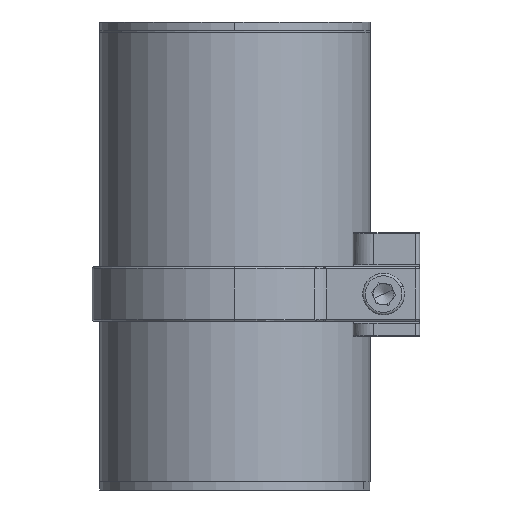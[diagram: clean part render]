
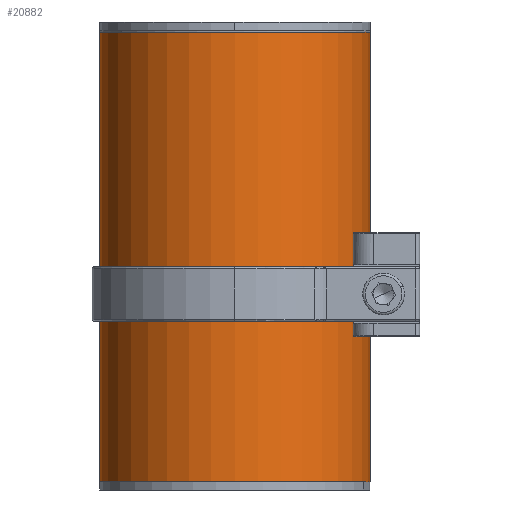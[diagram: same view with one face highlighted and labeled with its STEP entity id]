
A CAD part, front view. The second image highlights one B-rep face of the part: STEP entity #20882.
In plain terms, the highlighted cylindrical face has radius 32.5 mm (diameter 65 mm), a partial arc.
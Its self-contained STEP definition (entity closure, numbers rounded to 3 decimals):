
#637 = DIRECTION ( 'NONE',  ( 1., 0., 0. ) ) ;
#1018 = FACE_OUTER_BOUND ( 'NONE', #2218, .T. ) ;
#1693 = ORIENTED_EDGE ( 'NONE', *, *, #10044, .F. ) ;
#1729 = ORIENTED_EDGE ( 'NONE', *, *, #9232, .T. ) ;
#2218 = EDGE_LOOP ( 'NONE', ( #1693, #14338, #1729, #14874 ) ) ;
#2237 = VERTEX_POINT ( 'NONE', #7072 ) ;
#2307 = VECTOR ( 'NONE', #19687, 1000. ) ;
#3553 = VERTEX_POINT ( 'NONE', #3679 ) ;
#3588 = CYLINDRICAL_SURFACE ( 'NONE', #21087, 32.5 ) ;
#3679 = CARTESIAN_POINT ( 'NONE',  ( -32.5, 0., 0. ) ) ;
#4897 = DIRECTION ( 'NONE',  ( 0., 0., -1. ) ) ;
#5506 = DIRECTION ( 'NONE',  ( 0., 0., 1. ) ) ;
#6276 = EDGE_CURVE ( 'NONE', #2237, #18299, #14183, .T. ) ;
#7072 = CARTESIAN_POINT ( 'NONE',  ( -32.5, 0., 108. ) ) ;
#7175 = LINE ( 'NONE', #21172, #2307 ) ;
#8161 = EDGE_CURVE ( 'NONE', #3553, #14241, #11526, .T. ) ;
#8541 = DIRECTION ( 'NONE',  ( 1., 0., 0. ) ) ;
#9206 = CARTESIAN_POINT ( 'NONE',  ( 32.5, 0., 0. ) ) ;
#9232 = EDGE_CURVE ( 'NONE', #2237, #3553, #18204, .T. ) ;
#10044 = EDGE_CURVE ( 'NONE', #18299, #14241, #7175, .T. ) ;
#10229 = CARTESIAN_POINT ( 'NONE',  ( 0., 0., 0. ) ) ;
#10994 = VECTOR ( 'NONE', #4897, 1000. ) ;
#11526 = CIRCLE ( 'NONE', #13502, 32.5 ) ;
#11960 = DIRECTION ( 'NONE',  ( 0., 0., -1. ) ) ;
#13502 = AXIS2_PLACEMENT_3D ( 'NONE', #10229, #18494, #8541 ) ;
#13578 = CARTESIAN_POINT ( 'NONE',  ( 0., 0., 108. ) ) ;
#14165 = AXIS2_PLACEMENT_3D ( 'NONE', #15299, #5506, #637 ) ;
#14183 = CIRCLE ( 'NONE', #14165, 32.5 ) ;
#14241 = VERTEX_POINT ( 'NONE', #9206 ) ;
#14338 = ORIENTED_EDGE ( 'NONE', *, *, #6276, .F. ) ;
#14799 = CARTESIAN_POINT ( 'NONE',  ( 32.5, 0., 108. ) ) ;
#14874 = ORIENTED_EDGE ( 'NONE', *, *, #8161, .T. ) ;
#15228 = DIRECTION ( 'NONE',  ( -1., 0., 0. ) ) ;
#15299 = CARTESIAN_POINT ( 'NONE',  ( 0., 0., 108. ) ) ;
#16118 = CARTESIAN_POINT ( 'NONE',  ( -32.5, 0., 108. ) ) ;
#18204 = LINE ( 'NONE', #16118, #10994 ) ;
#18299 = VERTEX_POINT ( 'NONE', #14799 ) ;
#18494 = DIRECTION ( 'NONE',  ( 0., 0., 1. ) ) ;
#19687 = DIRECTION ( 'NONE',  ( 0., 0., -1. ) ) ;
#20882 = ADVANCED_FACE ( 'NONE', ( #1018 ), #3588, .T. ) ;
#21087 = AXIS2_PLACEMENT_3D ( 'NONE', #13578, #11960, #15228 ) ;
#21172 = CARTESIAN_POINT ( 'NONE',  ( 32.5, 0., 108. ) ) ;
